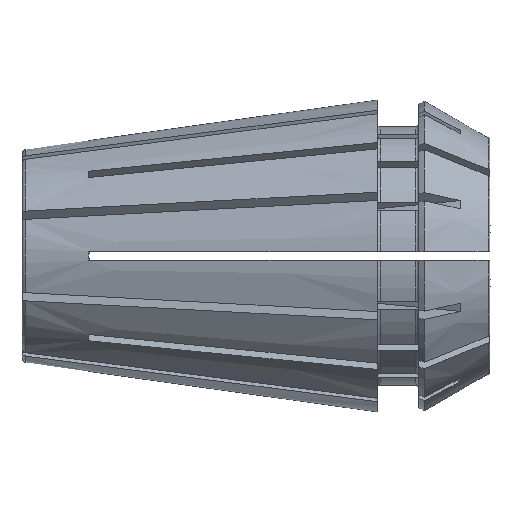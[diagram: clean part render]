
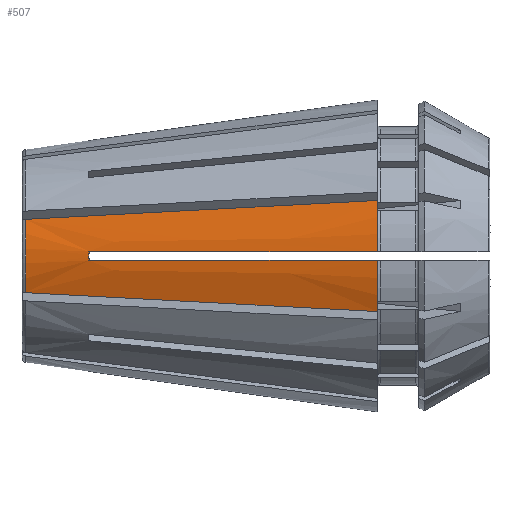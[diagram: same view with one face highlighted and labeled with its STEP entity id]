
A CAD part, front view. The second image highlights one B-rep face of the part: STEP entity #507.
In plain terms, the highlighted conical face has half-angle 8 degrees and reference radius 10.5 mm.
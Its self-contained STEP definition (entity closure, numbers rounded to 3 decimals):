
#507 = ADVANCED_FACE( '', ( #1152 ), #1153, .T. );
#1152 = FACE_OUTER_BOUND( '', #1931, .T. );
#1153 = CONICAL_SURFACE( '', #1932, 10.5, 0.14 );
#1931 = EDGE_LOOP( '', ( #3506, #3507, #3508, #3509, #3510, #3511, #3512, #3513 ) );
#1932 = AXIS2_PLACEMENT_3D( '', #3514, #3515, #3516 );
#3506 = ORIENTED_EDGE( '', *, *, #5131, .T. );
#3507 = ORIENTED_EDGE( '', *, *, #5361, .T. );
#3508 = ORIENTED_EDGE( '', *, *, #5551, .T. );
#3509 = ORIENTED_EDGE( '', *, *, #5552, .T. );
#3510 = ORIENTED_EDGE( '', *, *, #5553, .F. );
#3511 = ORIENTED_EDGE( '', *, *, #5554, .F. );
#3512 = ORIENTED_EDGE( '', *, *, #5555, .T. );
#3513 = ORIENTED_EDGE( '', *, *, #5556, .F. );
#3514 = CARTESIAN_POINT( '', ( -7.6, 0., 0. ) );
#3515 = DIRECTION( '', ( 1., 0., 0. ) );
#3516 = DIRECTION( '', ( 0., 0., -1. ) );
#5131 = EDGE_CURVE( '', #6319, #6316, #6320, .F. );
#5361 = EDGE_CURVE( '', #6316, #6692, #6694, .T. );
#5551 = EDGE_CURVE( '', #6692, #6979, #6980, .T. );
#5552 = EDGE_CURVE( '', #6979, #6981, #6982, .F. );
#5553 = EDGE_CURVE( '', #6983, #6981, #6984, .T. );
#5554 = EDGE_CURVE( '', #6985, #6983, #6986, .F. );
#5555 = EDGE_CURVE( '', #6985, #6987, #6988, .T. );
#5556 = EDGE_CURVE( '', #6319, #6987, #6989, .T. );
#6316 = VERTEX_POINT( '', #8184 );
#6319 = VERTEX_POINT( '', #8192 );
#6320 = CIRCLE( '', #8193, 7.177 );
#6692 = VERTEX_POINT( '', #8942 );
#6694 = B_SPLINE_CURVE_WITH_KNOTS( '', 3, ( #8945, #8946, #8947, #8948, #8949, #8950, #8951 ), .UNSPECIFIED., .F., .F., ( 4, 3, 4 ), ( 0., 0.013, 0.024 ), .UNSPECIFIED. );
#6979 = VERTEX_POINT( '', #9484 );
#6980 = CIRCLE( '', #9485, 10.5 );
#6981 = VERTEX_POINT( '', #9486 );
#6982 = B_SPLINE_CURVE_WITH_KNOTS( '', 3, ( #9487, #9488, #9489, #9490, #9491, #9492, #9493, #9494, #9495, #9496 ), .UNSPECIFIED., .F., .F., ( 4, 3, 3, 4 ), ( 0.012, 0.014, 0.028, 0.031 ), .UNSPECIFIED. );
#6983 = VERTEX_POINT( '', #9497 );
#6984 = CIRCLE( '', #9498, 7.774 );
#6985 = VERTEX_POINT( '', #9499 );
#6986 = B_SPLINE_CURVE_WITH_KNOTS( '', 3, ( #9500, #9501, #9502, #9503, #9504, #9505, #9506, #9507, #9508, #9509 ), .UNSPECIFIED., .F., .F., ( 4, 3, 3, 4 ), ( 0.012, 0.014, 0.028, 0.031 ), .UNSPECIFIED. );
#6987 = VERTEX_POINT( '', #9510 );
#6988 = CIRCLE( '', #9511, 10.5 );
#6989 = B_SPLINE_CURVE_WITH_KNOTS( '', 3, ( #9512, #9513, #9514, #9515, #9516, #9517, #9518 ), .UNSPECIFIED., .F., .F., ( 4, 3, 4 ), ( 0., 0.013, 0.024 ), .UNSPECIFIED. );
#8184 = CARTESIAN_POINT( '', ( -31.242, -6.74, -2.467 ) );
#8192 = CARTESIAN_POINT( '', ( -31.242, -6.74, 2.467 ) );
#8193 = AXIS2_PLACEMENT_3D( '', #10703, #10704, #10705 );
#8942 = CARTESIAN_POINT( '', ( -7.6, -9.812, -3.739 ) );
#8945 = CARTESIAN_POINT( '', ( -31.242, -6.74, -2.467 ) );
#8946 = CARTESIAN_POINT( '', ( -27.082, -7.281, -2.691 ) );
#8947 = CARTESIAN_POINT( '', ( -22.923, -7.821, -2.915 ) );
#8948 = CARTESIAN_POINT( '', ( -18.764, -8.361, -3.139 ) );
#8949 = CARTESIAN_POINT( '', ( -15.043, -8.845, -3.339 ) );
#8950 = CARTESIAN_POINT( '', ( -11.321, -9.328, -3.539 ) );
#8951 = CARTESIAN_POINT( '', ( -7.6, -9.812, -3.739 ) );
#9484 = CARTESIAN_POINT( '', ( -7.6, -10.496, -0.3 ) );
#9485 = AXIS2_PLACEMENT_3D( '', #11136, #11137, #11138 );
#9486 = CARTESIAN_POINT( '', ( -27., -7.768, -0.3 ) );
#9487 = CARTESIAN_POINT( '', ( -27., -7.768, -0.3 ) );
#9488 = CARTESIAN_POINT( '', ( -26.202, -7.88, -0.3 ) );
#9489 = CARTESIAN_POINT( '', ( -25.405, -7.992, -0.3 ) );
#9490 = CARTESIAN_POINT( '', ( -24.607, -8.104, -0.3 ) );
#9491 = CARTESIAN_POINT( '', ( -19.907, -8.765, -0.3 ) );
#9492 = CARTESIAN_POINT( '', ( -15.208, -9.426, -0.3 ) );
#9493 = CARTESIAN_POINT( '', ( -10.508, -10.087, -0.3 ) );
#9494 = CARTESIAN_POINT( '', ( -9.539, -10.223, -0.3 ) );
#9495 = CARTESIAN_POINT( '', ( -8.569, -10.359, -0.3 ) );
#9496 = CARTESIAN_POINT( '', ( -7.6, -10.496, -0.3 ) );
#9497 = CARTESIAN_POINT( '', ( -27., -7.768, 0.3 ) );
#9498 = AXIS2_PLACEMENT_3D( '', #11139, #11140, #11141 );
#9499 = CARTESIAN_POINT( '', ( -7.6, -10.496, 0.3 ) );
#9500 = CARTESIAN_POINT( '', ( -27., -7.768, 0.3 ) );
#9501 = CARTESIAN_POINT( '', ( -26.202, -7.88, 0.3 ) );
#9502 = CARTESIAN_POINT( '', ( -25.405, -7.992, 0.3 ) );
#9503 = CARTESIAN_POINT( '', ( -24.607, -8.104, 0.3 ) );
#9504 = CARTESIAN_POINT( '', ( -19.907, -8.765, 0.3 ) );
#9505 = CARTESIAN_POINT( '', ( -15.208, -9.426, 0.3 ) );
#9506 = CARTESIAN_POINT( '', ( -10.508, -10.087, 0.3 ) );
#9507 = CARTESIAN_POINT( '', ( -9.539, -10.223, 0.3 ) );
#9508 = CARTESIAN_POINT( '', ( -8.569, -10.359, 0.3 ) );
#9509 = CARTESIAN_POINT( '', ( -7.6, -10.496, 0.3 ) );
#9510 = CARTESIAN_POINT( '', ( -7.6, -9.812, 3.739 ) );
#9511 = AXIS2_PLACEMENT_3D( '', #11142, #11143, #11144 );
#9512 = CARTESIAN_POINT( '', ( -31.242, -6.74, 2.467 ) );
#9513 = CARTESIAN_POINT( '', ( -27.082, -7.281, 2.691 ) );
#9514 = CARTESIAN_POINT( '', ( -22.923, -7.821, 2.915 ) );
#9515 = CARTESIAN_POINT( '', ( -18.764, -8.361, 3.139 ) );
#9516 = CARTESIAN_POINT( '', ( -15.043, -8.845, 3.339 ) );
#9517 = CARTESIAN_POINT( '', ( -11.321, -9.328, 3.539 ) );
#9518 = CARTESIAN_POINT( '', ( -7.6, -9.812, 3.739 ) );
#10703 = CARTESIAN_POINT( '', ( -31.242, 0., 0. ) );
#10704 = DIRECTION( '', ( -1., 0., 0. ) );
#10705 = DIRECTION( '', ( 0., 0., 1. ) );
#11136 = CARTESIAN_POINT( '', ( -7.6, 0., 0. ) );
#11137 = DIRECTION( '', ( -1., 0., 0. ) );
#11138 = DIRECTION( '', ( 0., 0., 1. ) );
#11139 = CARTESIAN_POINT( '', ( -27., 0., 0. ) );
#11140 = DIRECTION( '', ( 1., 0., 0. ) );
#11141 = DIRECTION( '', ( 0., 0., -1. ) );
#11142 = CARTESIAN_POINT( '', ( -7.6, 0., 0. ) );
#11143 = DIRECTION( '', ( -1., 0., 0. ) );
#11144 = DIRECTION( '', ( 0., 0., 1. ) );
